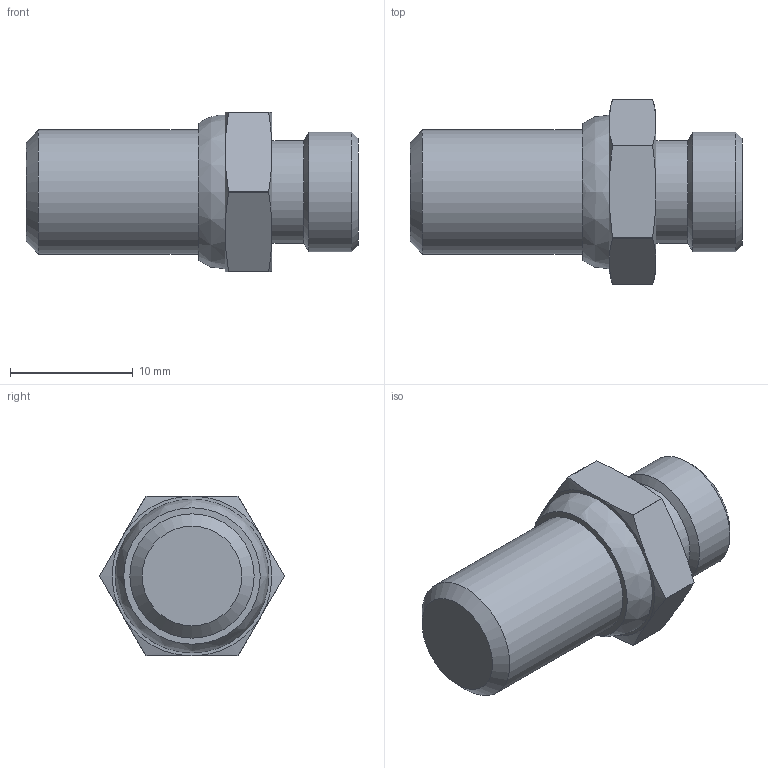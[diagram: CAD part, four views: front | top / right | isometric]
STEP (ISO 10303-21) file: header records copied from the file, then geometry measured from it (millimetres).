
FILE_DESCRIPTION(/* description */ (''),/* implementation_level */ '2;1');
FILE_NAME(/* name */ 'sd_18_es-la.stp',/* time_stamp */ '2018-04-11T09:58:48+02:00',/* author */ ('leitheußer'),/* organization */ (''),/* preprocessor_version */ 'ST-DEVELOPER v15.6',/* originating_system */ 'Autodesk Inventor LT ',/* authorisation */ '');
FILE_SCHEMA (('AUTOMOTIVE_DESIGN { 1 0 10303 214 3 1 1 }'));
Length unit declared in the file: millimetre
Products named in the file (1): SD 18 ES
Bounding box: 27 x 15 x 13 mm (x, y, z)
Volume: 1680 mm3; surface area: 1630.3 mm2
Topology: 1 solids, 1 shells, 39 faces, 84 edges, 51 vertices
Faces by surface type: cone 16, plane 12, cylinder 10, bspline 1
Full cylindrical faces by diameter (mm): 6 x1, 8.35 x1, 9.728 x1, 10.1 x1
Entity records: 1038 total; most frequent: CARTESIAN_POINT 243, DIRECTION 168, ORIENTED_EDGE 152, AXIS2_PLACEMENT_3D 78, EDGE_CURVE 76, EDGE_LOOP 51, VERTEX_POINT 51, FACE_OUTER_BOUND 39
